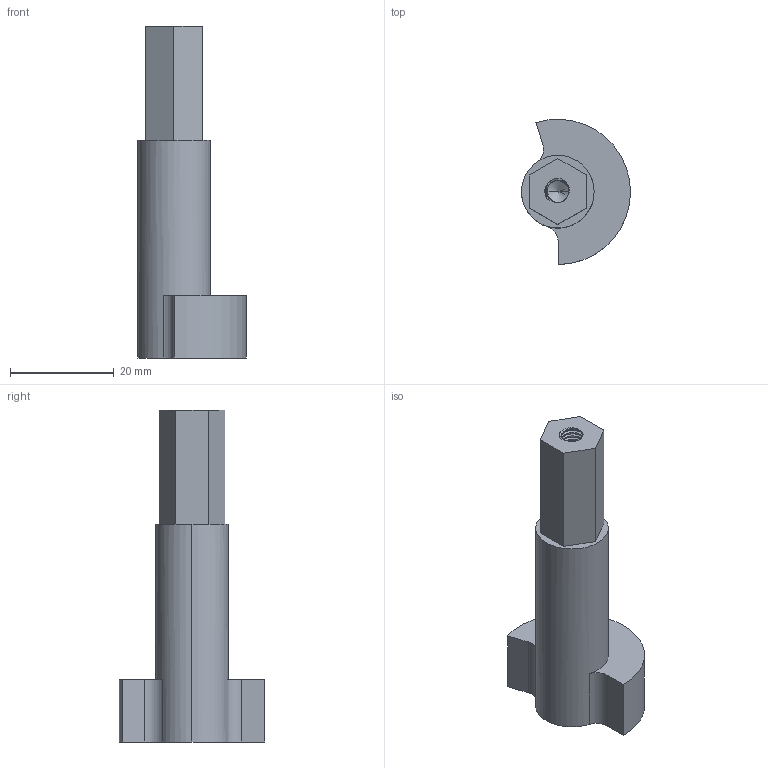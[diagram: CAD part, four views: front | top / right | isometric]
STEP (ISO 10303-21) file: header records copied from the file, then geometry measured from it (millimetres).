
FILE_DESCRIPTION (( 'STEP AP203' ), '1' );
FILE_NAME ('32992770Axetambourv2.STEP', '2023-04-02T16:14:33', ( '' ), ( '' ), 'SwSTEP 2.0', 'SolidWorks 2021', '' );
FILE_SCHEMA (( 'CONFIG_CONTROL_DESIGN' ));
Length unit declared in the file: inch
Products named in the file (1): 32992770Axetambourv2
Bounding box: 21 x 27.99 x 64 mm (x, y, z)
Volume: 10265.6 mm3; surface area: 4897.9 mm2
Topology: 1 solids, 1 shells, 71 faces, 199 edges, 131 vertices
Faces by surface type: cylinder 52, plane 14, bspline 3, cone 2
Entity records: 12119 total; most frequent: CARTESIAN_POINT 10485, ORIENTED_EDGE 394, DIRECTION 263, EDGE_CURVE 197, VERTEX_POINT 131, AXIS2_PLACEMENT_3D 92, VECTOR 79, LINE 79
